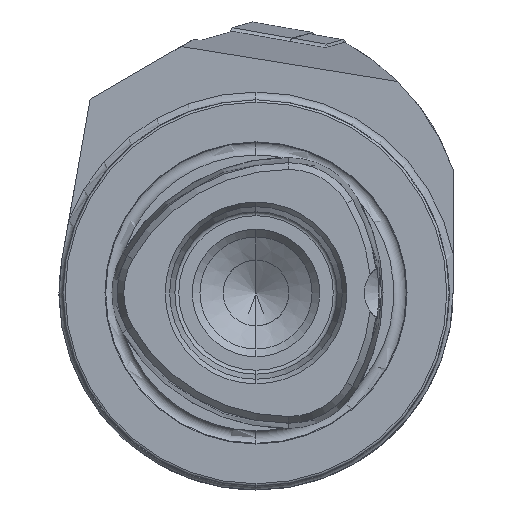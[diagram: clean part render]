
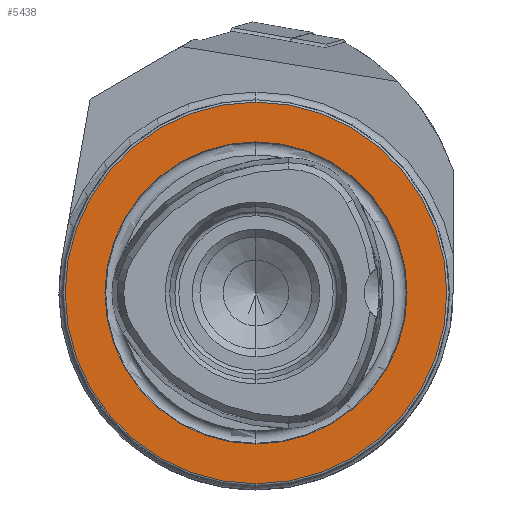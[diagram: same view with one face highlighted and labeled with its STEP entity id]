
A CAD part, left-side view. The second image highlights one B-rep face of the part: STEP entity #5438.
In plain terms, the highlighted planar face has unit normal (-1, 0, 0).
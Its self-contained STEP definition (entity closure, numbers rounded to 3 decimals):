
#863 = AXIS2_PLACEMENT_3D ( 'NONE', #12499, #5070, #13746 ) ;
#1152 = FACE_BOUND ( 'NONE', #6685, .T. ) ;
#1817 = CARTESIAN_POINT ( 'NONE',  ( 0., 0., 24.7 ) ) ;
#1970 = VERTEX_POINT ( 'NONE', #8888 ) ;
#2185 = VERTEX_POINT ( 'NONE', #2895 ) ;
#2258 = CARTESIAN_POINT ( 'NONE',  ( 0., 0., 0. ) ) ;
#2895 = CARTESIAN_POINT ( 'NONE',  ( 0., 0., -24.7 ) ) ;
#3892 = VERTEX_POINT ( 'NONE', #8616 ) ;
#3975 = VERTEX_POINT ( 'NONE', #1817 ) ;
#5052 = DIRECTION ( 'NONE',  ( 0., 0., 1. ) ) ;
#5068 = CARTESIAN_POINT ( 'NONE',  ( 0., 0., 0. ) ) ;
#5070 = DIRECTION ( 'NONE',  ( -1., 0., 0. ) ) ;
#5438 = ADVANCED_FACE ( 'NONE', ( #1152, #14098 ), #8592, .F. ) ;
#5552 = CIRCLE ( 'NONE', #863, 19.55 ) ;
#6025 = DIRECTION ( 'NONE',  ( 0., 0., -1. ) ) ;
#6685 = EDGE_LOOP ( 'NONE', ( #7096, #12309 ) ) ;
#7040 = DIRECTION ( 'NONE',  ( 0., 0., 1. ) ) ;
#7096 = ORIENTED_EDGE ( 'NONE', *, *, #13196, .F. ) ;
#7196 = DIRECTION ( 'NONE',  ( -1., 0., 0. ) ) ;
#7444 = CARTESIAN_POINT ( 'NONE',  ( 0., 0., 0. ) ) ;
#7792 = ORIENTED_EDGE ( 'NONE', *, *, #8497, .T. ) ;
#7994 = EDGE_CURVE ( 'NONE', #2185, #3975, #8401, .T. ) ;
#8401 = CIRCLE ( 'NONE', #13992, 24.7 ) ;
#8497 = EDGE_CURVE ( 'NONE', #3975, #2185, #12661, .T. ) ;
#8592 = PLANE ( 'NONE',  #10604 ) ;
#8616 = CARTESIAN_POINT ( 'NONE',  ( 0., 0., 19.55 ) ) ;
#8888 = CARTESIAN_POINT ( 'NONE',  ( 0., 0., -19.55 ) ) ;
#10604 = AXIS2_PLACEMENT_3D ( 'NONE', #14832, #12233, #6025 ) ;
#10872 = AXIS2_PLACEMENT_3D ( 'NONE', #7444, #13563, #5052 ) ;
#11353 = DIRECTION ( 'NONE',  ( -1., 0., 0. ) ) ;
#12233 = DIRECTION ( 'NONE',  ( 1., 0., 0. ) ) ;
#12309 = ORIENTED_EDGE ( 'NONE', *, *, #15919, .F. ) ;
#12451 = ORIENTED_EDGE ( 'NONE', *, *, #7994, .T. ) ;
#12499 = CARTESIAN_POINT ( 'NONE',  ( 0., 0., 0. ) ) ;
#12661 = CIRCLE ( 'NONE', #10872, 24.7 ) ;
#13196 = EDGE_CURVE ( 'NONE', #3892, #1970, #5552, .T. ) ;
#13563 = DIRECTION ( 'NONE',  ( -1., 0., 0. ) ) ;
#13745 = DIRECTION ( 'NONE',  ( 0., 0., 1. ) ) ;
#13746 = DIRECTION ( 'NONE',  ( 0., 0., 1. ) ) ;
#13944 = AXIS2_PLACEMENT_3D ( 'NONE', #2258, #7196, #7040 ) ;
#13992 = AXIS2_PLACEMENT_3D ( 'NONE', #5068, #11353, #13745 ) ;
#14098 = FACE_OUTER_BOUND ( 'NONE', #14547, .T. ) ;
#14547 = EDGE_LOOP ( 'NONE', ( #7792, #12451 ) ) ;
#14832 = CARTESIAN_POINT ( 'NONE',  ( 0., 19.55, 0. ) ) ;
#15225 = CIRCLE ( 'NONE', #13944, 19.55 ) ;
#15919 = EDGE_CURVE ( 'NONE', #1970, #3892, #15225, .T. ) ;
